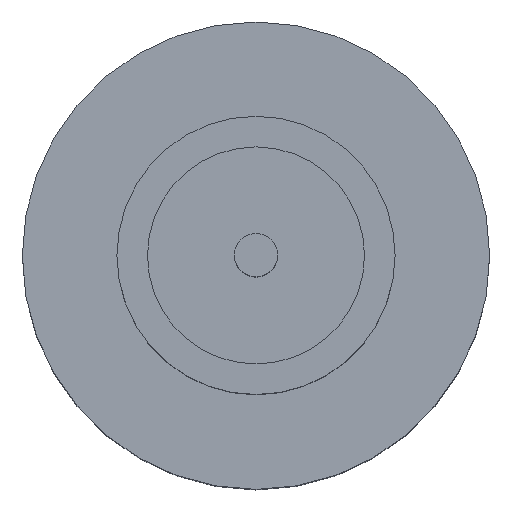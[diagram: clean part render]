
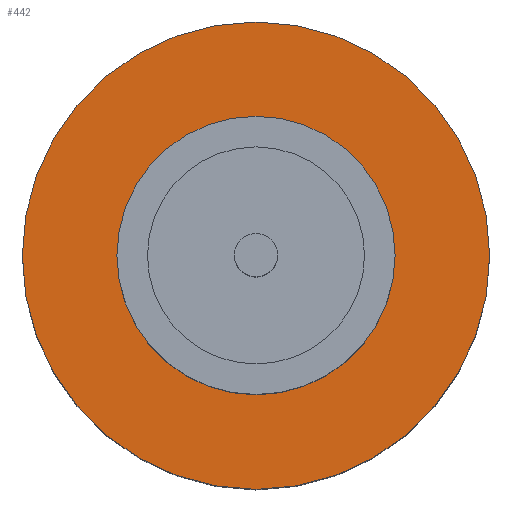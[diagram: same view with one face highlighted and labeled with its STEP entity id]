
A CAD part, top view. The second image highlights one B-rep face of the part: STEP entity #442.
In plain terms, the highlighted planar face has unit normal (0, 0, 1).
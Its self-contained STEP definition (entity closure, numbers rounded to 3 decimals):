
#7 = EDGE_LOOP ( 'NONE', ( #941, #94 ) ) ;
#56 = CIRCLE ( 'NONE', #518, 1.25 ) ;
#81 = CIRCLE ( 'NONE', #481, 2.1 ) ;
#94 = ORIENTED_EDGE ( 'NONE', *, *, #613, .F. ) ;
#104 = VERTEX_POINT ( 'NONE', #222 ) ;
#107 = PLANE ( 'NONE',  #259 ) ;
#129 = ORIENTED_EDGE ( 'NONE', *, *, #498, .T. ) ;
#131 = DIRECTION ( 'NONE',  ( 1., 0., 0. ) ) ;
#134 = DIRECTION ( 'NONE',  ( 0., 0., 1. ) ) ;
#160 = DIRECTION ( 'NONE',  ( 0., 0., 1. ) ) ;
#209 = ORIENTED_EDGE ( 'NONE', *, *, #789, .T. ) ;
#222 = CARTESIAN_POINT ( 'NONE',  ( -2.1, 0., 1.55 ) ) ;
#259 = AXIS2_PLACEMENT_3D ( 'NONE', #923, #463, #695 ) ;
#302 = CARTESIAN_POINT ( 'NONE',  ( 0., 0., 1.55 ) ) ;
#304 = DIRECTION ( 'NONE',  ( 0., 0., 1. ) ) ;
#324 = FACE_OUTER_BOUND ( 'NONE', #827, .T. ) ;
#356 = CARTESIAN_POINT ( 'NONE',  ( 0., 0., 1.55 ) ) ;
#398 = DIRECTION ( 'NONE',  ( 0., 0., 1. ) ) ;
#399 = CARTESIAN_POINT ( 'NONE',  ( 1.25, 0., 1.55 ) ) ;
#411 = AXIS2_PLACEMENT_3D ( 'NONE', #828, #398, #909 ) ;
#426 = VERTEX_POINT ( 'NONE', #548 ) ;
#436 = VERTEX_POINT ( 'NONE', #484 ) ;
#442 = ADVANCED_FACE ( 'NONE', ( #940, #324 ), #107, .T. ) ;
#454 = DIRECTION ( 'NONE',  ( 1., 0., 0. ) ) ;
#463 = DIRECTION ( 'NONE',  ( 0., 0., 1. ) ) ;
#470 = CIRCLE ( 'NONE', #411, 2.1 ) ;
#481 = AXIS2_PLACEMENT_3D ( 'NONE', #302, #160, #709 ) ;
#484 = CARTESIAN_POINT ( 'NONE',  ( -1.25, 0., 1.55 ) ) ;
#498 = EDGE_CURVE ( 'NONE', #104, #426, #470, .T. ) ;
#518 = AXIS2_PLACEMENT_3D ( 'NONE', #356, #134, #131 ) ;
#548 = CARTESIAN_POINT ( 'NONE',  ( 2.1, 0., 1.55 ) ) ;
#613 = EDGE_CURVE ( 'NONE', #436, #878, #56, .T. ) ;
#675 = AXIS2_PLACEMENT_3D ( 'NONE', #678, #304, #454 ) ;
#678 = CARTESIAN_POINT ( 'NONE',  ( 0., 0., 1.55 ) ) ;
#695 = DIRECTION ( 'NONE',  ( 1., 0., 0. ) ) ;
#709 = DIRECTION ( 'NONE',  ( 1., 0., 0. ) ) ;
#789 = EDGE_CURVE ( 'NONE', #426, #104, #81, .T. ) ;
#827 = EDGE_LOOP ( 'NONE', ( #129, #209 ) ) ;
#828 = CARTESIAN_POINT ( 'NONE',  ( 0., 0., 1.55 ) ) ;
#878 = VERTEX_POINT ( 'NONE', #399 ) ;
#906 = CIRCLE ( 'NONE', #675, 1.25 ) ;
#909 = DIRECTION ( 'NONE',  ( 1., 0., 0. ) ) ;
#923 = CARTESIAN_POINT ( 'NONE',  ( 0., 0., 1.55 ) ) ;
#929 = EDGE_CURVE ( 'NONE', #878, #436, #906, .T. ) ;
#940 = FACE_BOUND ( 'NONE', #7, .T. ) ;
#941 = ORIENTED_EDGE ( 'NONE', *, *, #929, .F. ) ;
